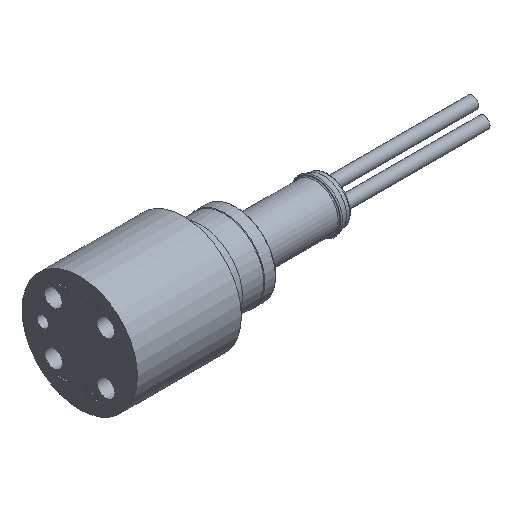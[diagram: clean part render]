
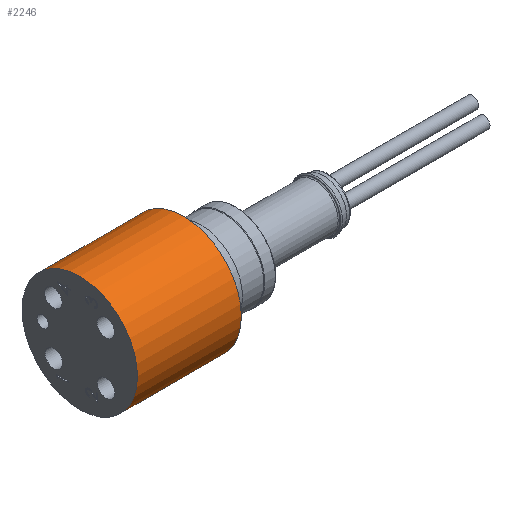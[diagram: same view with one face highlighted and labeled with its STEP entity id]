
A CAD part, isometric view. The second image highlights one B-rep face of the part: STEP entity #2246.
In plain terms, the highlighted cylindrical face has radius 15.875 mm (diameter 31.75 mm), a full revolution.
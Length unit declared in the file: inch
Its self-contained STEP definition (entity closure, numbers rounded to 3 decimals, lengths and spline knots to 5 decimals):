
#39=CYLINDRICAL_SURFACE('',#2423,0.625);
#270=LINE('',#4869,#406);
#406=VECTOR('',#2905,0.625);
#506=FACE_OUTER_BOUND('',#647,.T.);
#647=EDGE_LOOP('',(#1799,#1800,#1801,#1802,#1803,#1804));
#738=CIRCLE('',#2404,0.625);
#739=CIRCLE('',#2405,0.625);
#742=CIRCLE('',#2409,0.625);
#743=CIRCLE('',#2410,0.625);
#999=VERTEX_POINT('',#4831);
#1000=VERTEX_POINT('',#4832);
#1003=VERTEX_POINT('',#4840);
#1004=VERTEX_POINT('',#4841);
#1287=EDGE_CURVE('',#999,#1000,#738,.T.);
#1288=EDGE_CURVE('',#1000,#999,#739,.T.);
#1291=EDGE_CURVE('',#1003,#1004,#742,.T.);
#1292=EDGE_CURVE('',#1004,#1003,#743,.T.);
#1305=EDGE_CURVE('',#1000,#1004,#270,.T.);
#1799=ORIENTED_EDGE('',*,*,#1287,.F.);
#1800=ORIENTED_EDGE('',*,*,#1288,.F.);
#1801=ORIENTED_EDGE('',*,*,#1305,.T.);
#1802=ORIENTED_EDGE('',*,*,#1292,.T.);
#1803=ORIENTED_EDGE('',*,*,#1291,.T.);
#1804=ORIENTED_EDGE('',*,*,#1305,.F.);
#2246=ADVANCED_FACE('',(#506),#39,.T.);
#2404=AXIS2_PLACEMENT_3D('',#4833,#2863,#2864);
#2405=AXIS2_PLACEMENT_3D('',#4834,#2865,#2866);
#2409=AXIS2_PLACEMENT_3D('',#4842,#2873,#2874);
#2410=AXIS2_PLACEMENT_3D('',#4843,#2875,#2876);
#2423=AXIS2_PLACEMENT_3D('',#4868,#2903,#2904);
#2863=DIRECTION('center_axis',(1.,0.,0.));
#2864=DIRECTION('ref_axis',(0.,0.,-1.));
#2865=DIRECTION('center_axis',(1.,0.,0.));
#2866=DIRECTION('ref_axis',(0.,0.,-1.));
#2873=DIRECTION('center_axis',(1.,0.,0.));
#2874=DIRECTION('ref_axis',(0.,0.,-1.));
#2875=DIRECTION('center_axis',(1.,0.,0.));
#2876=DIRECTION('ref_axis',(0.,0.,-1.));
#2903=DIRECTION('center_axis',(1.,0.,0.));
#2904=DIRECTION('ref_axis',(0.,0.,-1.));
#2905=DIRECTION('',(-1.,0.,0.));
#4831=CARTESIAN_POINT('',(1.125,0.,-0.625));
#4832=CARTESIAN_POINT('',(1.125,0.,0.625));
#4833=CARTESIAN_POINT('Origin',(1.125,0.,0.));
#4834=CARTESIAN_POINT('Origin',(1.125,0.,0.));
#4840=CARTESIAN_POINT('',(0.,0.,-0.625));
#4841=CARTESIAN_POINT('',(0.,0.,0.625));
#4842=CARTESIAN_POINT('Origin',(0.,0.,0.));
#4843=CARTESIAN_POINT('Origin',(0.,0.,0.));
#4868=CARTESIAN_POINT('Origin',(1.6325,0.,0.));
#4869=CARTESIAN_POINT('',(1.6325,0.,0.625));
